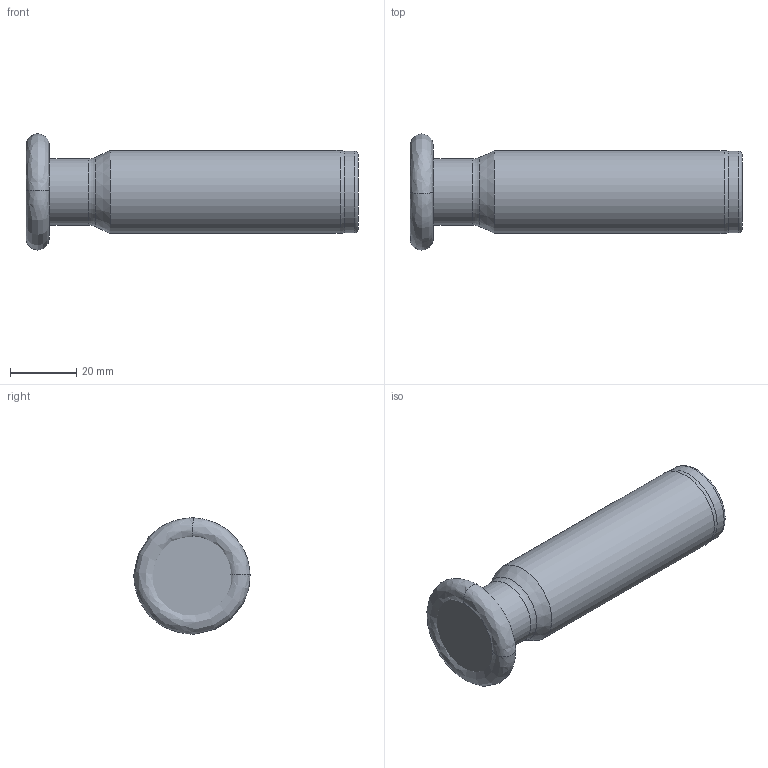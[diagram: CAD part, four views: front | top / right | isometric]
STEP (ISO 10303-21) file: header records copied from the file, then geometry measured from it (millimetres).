
FILE_DESCRIPTION(/* description */ (''),/* implementation_level */ '2;1');
FILE_NAME(/* name */ 'ATSMR-RD0702-D35-W25-L100-Z05.stp',/* time_stamp */ '2023-10-02T17:56:17+03:00',/* author */ (''),/* organization */ (''),/* preprocessor_version */ 'ST-DEVELOPER v19.4',/* originating_system */ 'SIEMENS PLM Software NX2306.5001',/* authorisation */ '');
FILE_SCHEMA (('AUTOMOTIVE_DESIGN { 1 0 10303 214 3 1 1 1 }'));
Length unit declared in the file: millimetre
Products named in the file (1): ATSMR-RD0702-D35-W25-L100-Z05-LIGHT_x_t_objects
Bounding box: 100 x 34.99 x 35 mm (x, y, z)
Volume: 50994.9 mm3; surface area: 11314 mm2
Topology: 2 solids, 2 shells, 13 faces, 23 edges, 13 vertices
Faces by surface type: plane 3, cylinder 3, bspline 2, torus 2, cone 2, revolution 1
Full cylindrical faces by diameter (mm): 20 x1, 24.5 x1, 25 x1
Entity records: 423 total; most frequent: CARTESIAN_POINT 173, DIRECTION 47, EDGE_LOOP 24, ORIENTED_EDGE 24, AXIS2_PLACEMENT_3D 23, FACE_BOUND 22, ADVANCED_FACE 13, VERTEX_POINT 12
